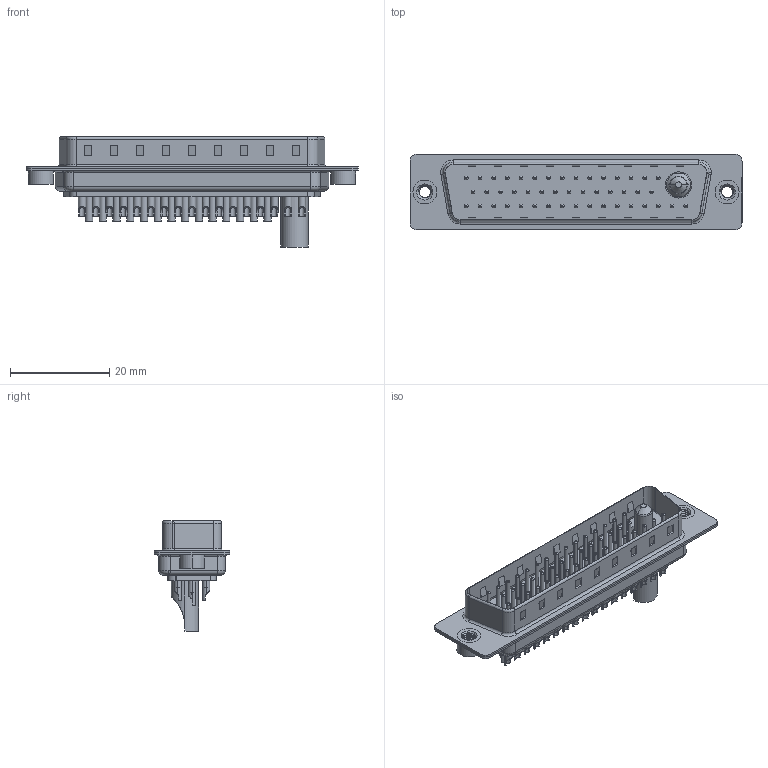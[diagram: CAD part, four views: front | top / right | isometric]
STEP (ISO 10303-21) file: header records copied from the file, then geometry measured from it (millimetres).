
FILE_DESCRIPTION (( 'STEP AP203' ), '1' );
FILE_NAME ('627-47W1622-4TA.STEP', '2019-06-26T12:30:38', ( '' ), ( '' ), 'SwSTEP 2.0', 'SolidWorks 2016', '' );
FILE_SCHEMA (( 'CONFIG_CONTROL_DESIGN' ));
Length unit declared in the file: millimetre
Products named in the file (9): 627Combo Threaded Rivet_A; 627-47W1622-4TA; Power Pin_40A SC; 627Combo Contact Row 1_22; 627Combo Shell Rear_50 Contacts; 627Combo Shell Front_50 Contacts; 627Combo Contact Row 2_22L; 627Combo Housing_47W1; 627Combo Contact Row 3_22
Assembly tree (52 placements, depth 2):
  627-47W1622-4TA
    627Combo Housing_47W1
    627Combo Shell Rear_50 Contacts
    627Combo Shell Front_50 Contacts
    627Combo Threaded Rivet_A  x2
    Power Pin_40A SC
    627Combo Contact Row 1_22  x15
    627Combo Contact Row 2_22L  x14
    627Combo Contact Row 3_22  x17
Bounding box: 67 x 15.3 x 22.3 mm (x, y, z)
Volume: 4732.4 mm3; surface area: 11345.1 mm2
Topology: 53 solids, 53 shells, 2155 faces, 5011 edges, 3065 vertices
Faces by surface type: cylinder 899, plane 629, torus 512, cone 107, bspline 8
Entity records: 30067 total; most frequent: CARTESIAN_POINT 6452, DIRECTION 4847, ORIENTED_EDGE 4170, EDGE_CURVE 2085, AXIS2_PLACEMENT_3D 1921, VERTEX_POINT 1338, EDGE_LOOP 1131, VECTOR 1005
